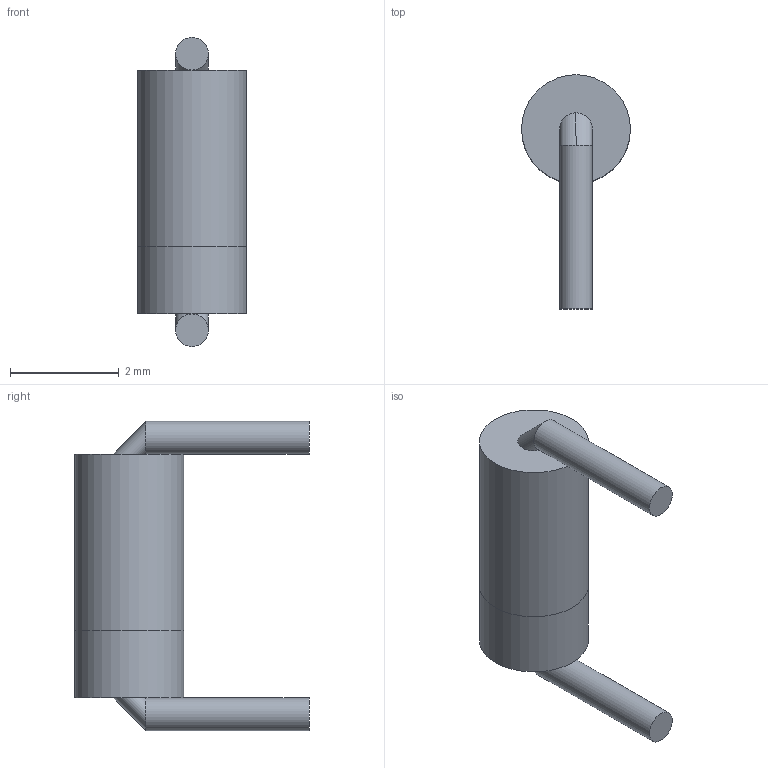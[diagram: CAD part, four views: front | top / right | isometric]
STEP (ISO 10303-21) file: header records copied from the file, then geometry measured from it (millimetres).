
FILE_DESCRIPTION(('FreeCAD Model'),'2;1');
FILE_NAME('Open CASCADE Shape Model','2022-06-09T19:12:23',('Author'),( ''),'Open CASCADE STEP processor 7.5','FreeCAD','Unknown');
FILE_SCHEMA(('AUTOMOTIVE_DESIGN { 1 0 10303 214 1 1 1 1 }'));
Length unit declared in the file: millimetre
Products named in the file (1): Pad004
Bounding box: 2 x 4.3 x 5.68 mm (x, y, z)
Volume: 15.9 mm3; surface area: 47.1 mm2
Topology: 1 solids, 1 shells, 13 faces, 29 edges, 15 vertices
Faces by surface type: bspline 5, cylinder 4, plane 4
Full cylindrical faces by diameter (mm): 0.6 x2, 2 x2
Entity records: 796 total; most frequent: CARTESIAN_POINT 224, DIRECTION 99, ORIENTED_EDGE 50, PCURVE 50, DEFINITIONAL_REPRESENTATION 50, LINE 38, VECTOR 38, AXIS2_PLACEMENT_3D 26
